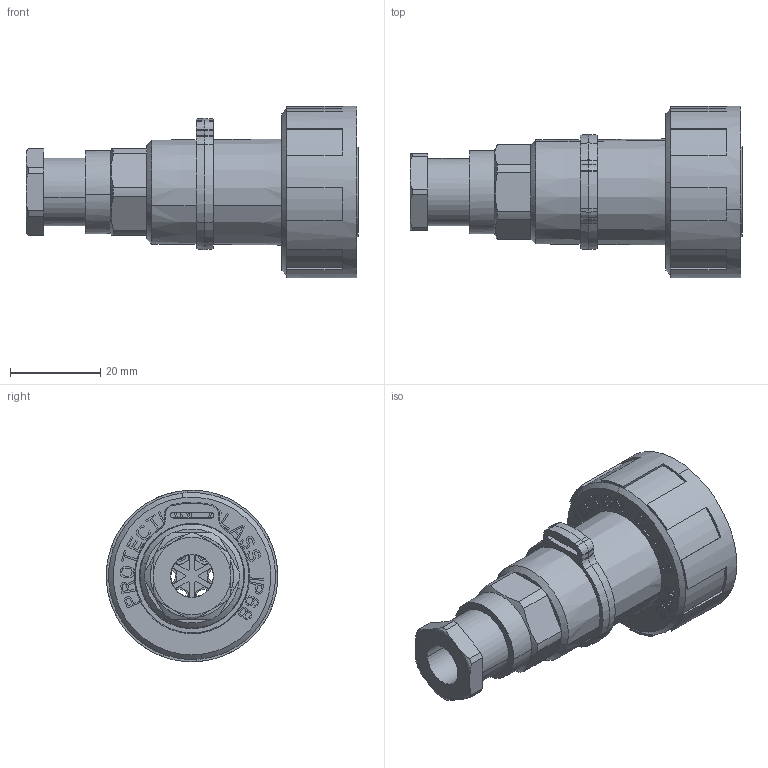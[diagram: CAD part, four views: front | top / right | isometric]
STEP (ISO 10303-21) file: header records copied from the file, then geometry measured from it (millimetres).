
FILE_DESCRIPTION(('STEP AP242'),'1');
FILE_NAME('px0739-p.stp','2023-05-17T20:17:37',('TraceParts'),('TraceParts S.A.'),'Spatial InterOp 3D',' ',' ');
FILE_SCHEMA(('AP242_MANAGED_MODEL_BASED_3D_ENGINEERING_MIM_LF {1 0 10303 442 1 1 4}'));
Length unit declared in the file: millimetre
Products named in the file (1): px0739-p_1
Bounding box: 73.5 x 37.96 x 37.96 mm (x, y, z)
Volume: 20130.5 mm3; surface area: 20501.5 mm2
Topology: 2 solids, 2 shells, 1523 faces, 4392 edges, 2945 vertices
Faces by surface type: plane 1315, cylinder 116, cone 63, bspline 29
Entity records: 81409 total; most frequent: CARTESIAN_POINT 24182, ORIENTED_EDGE 8776, DIRECTION 7567, EDGE_CURVE 4388, LINE 3759, VECTOR 3759, VERTEX_POINT 2945, PRESENTATION_STYLE_ASSIGNMENT 2866
